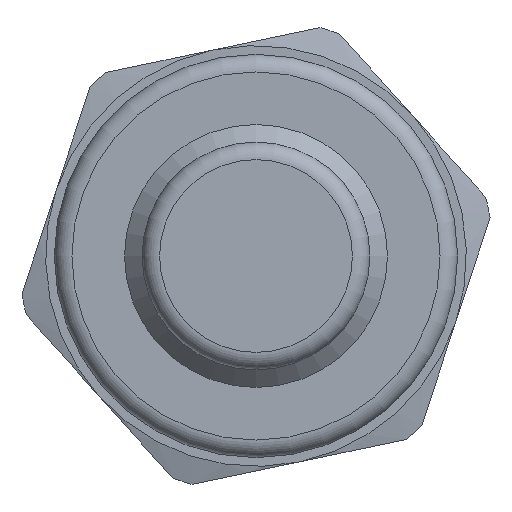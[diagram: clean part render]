
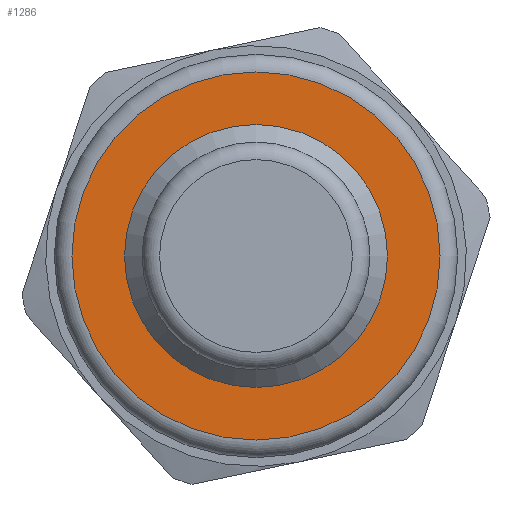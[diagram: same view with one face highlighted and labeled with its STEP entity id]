
A CAD part, left-side view. The second image highlights one B-rep face of the part: STEP entity #1286.
In plain terms, the highlighted planar face has unit normal (-1, 0, 0).
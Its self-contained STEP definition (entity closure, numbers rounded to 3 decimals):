
#1244=CARTESIAN_POINT('',(21.5,10.5,0.0));
#1245=VERTEX_POINT('',#1244);
#1246=CARTESIAN_POINT('',(21.5,0.0,0.0));
#1247=DIRECTION('',(1.0,0.0,0.0));
#1248=DIRECTION('',(0.0,-1.0,0.0));
#1249=AXIS2_PLACEMENT_3D('',#1246,#1247,#1248);
#1250=CIRCLE('',#1249,10.5);
#1251=EDGE_CURVE('',#1245,#1245,#1250,.T.);
#1267=CARTESIAN_POINT('',(21.5,9.5,0.0));
#1268=DIRECTION('',(-1.0,0.0,0.0));
#1269=DIRECTION('',(0.0,0.0,1.0));
#1270=AXIS2_PLACEMENT_3D('',#1267,#1268,#1269);
#1271=PLANE('',#1270);
#1272=ORIENTED_EDGE('',*,*,#1251,.F.);
#1273=EDGE_LOOP('',(#1272));
#1274=FACE_OUTER_BOUND('',#1273,.T.);
#1275=CARTESIAN_POINT('',(21.5,7.5,0.0));
#1276=VERTEX_POINT('',#1275);
#1277=CARTESIAN_POINT('',(21.5,0.0,0.0));
#1278=DIRECTION('',(1.0,0.0,0.0));
#1279=DIRECTION('',(0.0,1.0,0.0));
#1280=AXIS2_PLACEMENT_3D('',#1277,#1278,#1279);
#1281=CIRCLE('',#1280,7.5);
#1282=EDGE_CURVE('',#1276,#1276,#1281,.T.);
#1283=ORIENTED_EDGE('',*,*,#1282,.T.);
#1284=EDGE_LOOP('',(#1283));
#1285=FACE_BOUND('',#1284,.T.);
#1286=ADVANCED_FACE('',(#1274,#1285),#1271,.T.);
